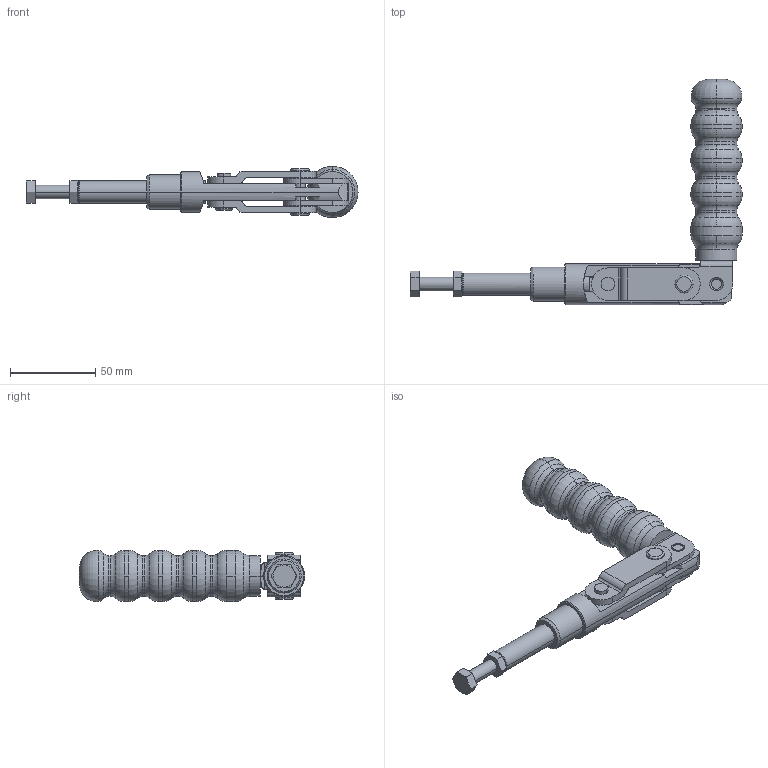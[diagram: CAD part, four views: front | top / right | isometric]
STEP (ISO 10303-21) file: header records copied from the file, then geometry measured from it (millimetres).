
FILE_DESCRIPTION( ( '' ), '1' );
FILE_NAME( 'p550_2_03.stp', '2006-11-29T10:42:58', ( '' ), ( '' ), ' ', ' ', ' ' );
FILE_SCHEMA( ( 'CONFIG_CONTROL_DESIGN' ) );
Length unit declared in the file: millimetre
Products named in the file (5): 1; 2; 3; 4; 5
Bounding box: 194.65 x 132 x 30 mm (x, y, z)
Volume: 105574.1 mm3; surface area: 47108.7 mm2
Topology: 5 solids, 6 shells, 306 faces, 786 edges, 507 vertices
Faces by surface type: cylinder 135, plane 83, cone 44, torus 44
Entity records: 9997 total; most frequent: CARTESIAN_POINT 2140, DIRECTION 1745, ORIENTED_EDGE 1564, EDGE_CURVE 782, AXIS2_PLACEMENT_3D 738, VERTEX_POINT 507, CIRCLE 427, EDGE_LOOP 339
